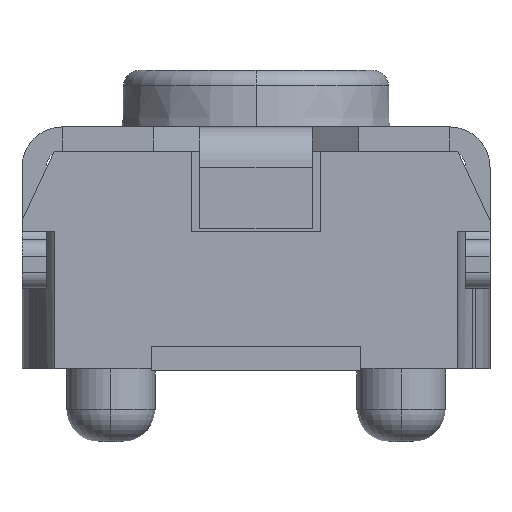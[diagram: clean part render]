
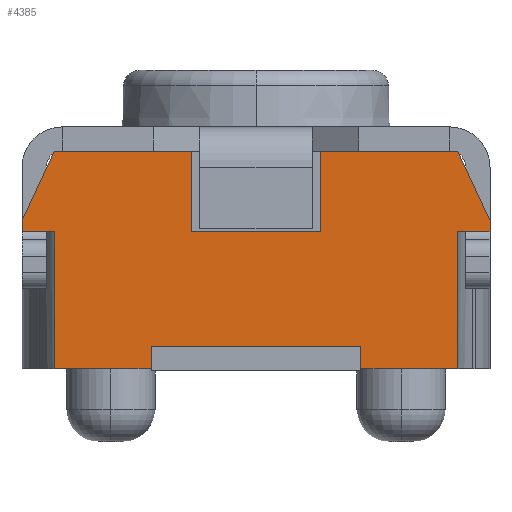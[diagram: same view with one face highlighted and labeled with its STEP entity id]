
A CAD part, left-side view. The second image highlights one B-rep face of the part: STEP entity #4385.
In plain terms, the highlighted planar face has unit normal (-1, 0, 0).
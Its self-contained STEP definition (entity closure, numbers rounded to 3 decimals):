
#6 = DIRECTION ( 'NONE',  ( 0., 0., 1. ) ) ;
#49 = DIRECTION ( 'NONE',  ( 0., -1., 0. ) ) ;
#234 = VERTEX_POINT ( 'NONE', #15183 ) ;
#235 = VECTOR ( 'NONE', #17269, 1000. ) ;
#236 = DIRECTION ( 'NONE',  ( 0., -1., 0. ) ) ;
#312 = LINE ( 'NONE', #11947, #21626 ) ;
#345 = LINE ( 'NONE', #3549, #19570 ) ;
#907 = VERTEX_POINT ( 'NONE', #17168 ) ;
#1191 = VECTOR ( 'NONE', #9717, 1000. ) ;
#1285 = LINE ( 'NONE', #2818, #16820 ) ;
#1649 = VERTEX_POINT ( 'NONE', #7094 ) ;
#1672 = DIRECTION ( 'NONE',  ( 0., -1., 0. ) ) ;
#1970 = CARTESIAN_POINT ( 'NONE',  ( -2., 0.65, 0. ) ) ;
#2021 = VERTEX_POINT ( 'NONE', #3980 ) ;
#2076 = CARTESIAN_POINT ( 'NONE',  ( -2., -1.25, 1.35 ) ) ;
#2558 = VERTEX_POINT ( 'NONE', #4013 ) ;
#2603 = CARTESIAN_POINT ( 'NONE',  ( -2., -1.45, 1.35 ) ) ;
#2818 = CARTESIAN_POINT ( 'NONE',  ( -2., -0.65, 1.35 ) ) ;
#3010 = DIRECTION ( 'NONE',  ( 0., -1., 0. ) ) ;
#3029 = EDGE_CURVE ( 'NONE', #12742, #2558, #9580, .T. ) ;
#3048 = VECTOR ( 'NONE', #3881, 1000. ) ;
#3112 = ORIENTED_EDGE ( 'NONE', *, *, #19595, .F. ) ;
#3157 = CARTESIAN_POINT ( 'NONE',  ( -2., 0.65, 0.14 ) ) ;
#3159 = CARTESIAN_POINT ( 'NONE',  ( -2., 1.25, 1.35 ) ) ;
#3256 = CARTESIAN_POINT ( 'NONE',  ( -2., 1.25, 0. ) ) ;
#3345 = EDGE_CURVE ( 'NONE', #9066, #907, #8481, .T. ) ;
#3502 = CARTESIAN_POINT ( 'NONE',  ( -2., 0.4, 0.85 ) ) ;
#3549 = CARTESIAN_POINT ( 'NONE',  ( -2., -1.45, 1.35 ) ) ;
#3765 = CARTESIAN_POINT ( 'NONE',  ( -2., -0.4, 1.35 ) ) ;
#3881 = DIRECTION ( 'NONE',  ( 0., 0., 1. ) ) ;
#3980 = CARTESIAN_POINT ( 'NONE',  ( -2., -0.4, 0.85 ) ) ;
#4013 = CARTESIAN_POINT ( 'NONE',  ( -2., 1.45, 0.921 ) ) ;
#4044 = CARTESIAN_POINT ( 'NONE',  ( -2., -1.45, 0.85 ) ) ;
#4211 = LINE ( 'NONE', #7305, #16075 ) ;
#4385 = ADVANCED_FACE ( 'NONE', ( #14407 ), #17637, .F. ) ;
#4470 = ORIENTED_EDGE ( 'NONE', *, *, #18695, .T. ) ;
#4499 = VERTEX_POINT ( 'NONE', #3256 ) ;
#4613 = CARTESIAN_POINT ( 'NONE',  ( -2., 0.4, 0.85 ) ) ;
#4731 = VECTOR ( 'NONE', #16905, 1000. ) ;
#5572 = CARTESIAN_POINT ( 'NONE',  ( -2., -1.45, 0.85 ) ) ;
#5645 = ORIENTED_EDGE ( 'NONE', *, *, #17537, .F. ) ;
#6110 = VECTOR ( 'NONE', #12052, 1000. ) ;
#6208 = EDGE_CURVE ( 'NONE', #10496, #13629, #16206, .T. ) ;
#6243 = ORIENTED_EDGE ( 'NONE', *, *, #3345, .F. ) ;
#6312 = ORIENTED_EDGE ( 'NONE', *, *, #19751, .F. ) ;
#6438 = ORIENTED_EDGE ( 'NONE', *, *, #18033, .T. ) ;
#6647 = CARTESIAN_POINT ( 'NONE',  ( -2., -1.45, 0. ) ) ;
#6717 = VECTOR ( 'NONE', #236, 1000. ) ;
#7050 = VECTOR ( 'NONE', #14118, 1000. ) ;
#7094 = CARTESIAN_POINT ( 'NONE',  ( -2., 1.25, 0.85 ) ) ;
#7189 = VECTOR ( 'NONE', #49, 1000. ) ;
#7305 = CARTESIAN_POINT ( 'NONE',  ( -2., 0.4, 0.85 ) ) ;
#7610 = ORIENTED_EDGE ( 'NONE', *, *, #8713, .T. ) ;
#7913 = CARTESIAN_POINT ( 'NONE',  ( -2., -1.25, 0.85 ) ) ;
#8036 = EDGE_CURVE ( 'NONE', #2021, #16482, #13201, .T. ) ;
#8153 = ORIENTED_EDGE ( 'NONE', *, *, #13149, .F. ) ;
#8264 = VERTEX_POINT ( 'NONE', #11168 ) ;
#8481 = LINE ( 'NONE', #15295, #6717 ) ;
#8514 = DIRECTION ( 'NONE',  ( 0., 0.423, -0.906 ) ) ;
#8578 = VERTEX_POINT ( 'NONE', #11228 ) ;
#8624 = LINE ( 'NONE', #11996, #4731 ) ;
#8713 = EDGE_CURVE ( 'NONE', #13629, #8578, #21273, .T. ) ;
#8784 = EDGE_CURVE ( 'NONE', #4499, #10496, #14460, .T. ) ;
#9066 = VERTEX_POINT ( 'NONE', #3159 ) ;
#9410 = DIRECTION ( 'NONE',  ( 0., -1., 0. ) ) ;
#9580 = LINE ( 'NONE', #11840, #10945 ) ;
#9667 = VECTOR ( 'NONE', #3010, 1000. ) ;
#9717 = DIRECTION ( 'NONE',  ( 0., 0., 1. ) ) ;
#9843 = CARTESIAN_POINT ( 'NONE',  ( -2., -1.25, 0.85 ) ) ;
#9889 = VECTOR ( 'NONE', #16662, 1000. ) ;
#10432 = LINE ( 'NONE', #13899, #15200 ) ;
#10435 = VERTEX_POINT ( 'NONE', #2076 ) ;
#10496 = VERTEX_POINT ( 'NONE', #1970 ) ;
#10579 = LINE ( 'NONE', #3502, #235 ) ;
#10945 = VECTOR ( 'NONE', #6, 1000. ) ;
#11028 = VERTEX_POINT ( 'NONE', #4044 ) ;
#11107 = LINE ( 'NONE', #9843, #9889 ) ;
#11168 = CARTESIAN_POINT ( 'NONE',  ( -2., -1.45, 0.921 ) ) ;
#11228 = CARTESIAN_POINT ( 'NONE',  ( -2., -0.65, 0.14 ) ) ;
#11417 = CARTESIAN_POINT ( 'NONE',  ( -2., -0.4, 0.85 ) ) ;
#11580 = DIRECTION ( 'NONE',  ( 0., 0., -1. ) ) ;
#11634 = VERTEX_POINT ( 'NONE', #7913 ) ;
#11642 = VERTEX_POINT ( 'NONE', #4613 ) ;
#11770 = LINE ( 'NONE', #18581, #3048 ) ;
#11840 = CARTESIAN_POINT ( 'NONE',  ( -2., 1.45, 0.85 ) ) ;
#11947 = CARTESIAN_POINT ( 'NONE',  ( -2., 1.25, 0.85 ) ) ;
#11996 = CARTESIAN_POINT ( 'NONE',  ( -2., -1.25, 0. ) ) ;
#11999 = EDGE_CURVE ( 'NONE', #234, #13091, #18700, .T. ) ;
#12052 = DIRECTION ( 'NONE',  ( 0., 0.423, 0.906 ) ) ;
#12392 = CARTESIAN_POINT ( 'NONE',  ( -2., -1.45, 0.921 ) ) ;
#12413 = ORIENTED_EDGE ( 'NONE', *, *, #8036, .F. ) ;
#12575 = CARTESIAN_POINT ( 'NONE',  ( -2., -1.45, 0.14 ) ) ;
#12742 = VERTEX_POINT ( 'NONE', #15941 ) ;
#12834 = EDGE_CURVE ( 'NONE', #13091, #11634, #8624, .T. ) ;
#12948 = DIRECTION ( 'NONE',  ( 1., 0., 0. ) ) ;
#13091 = VERTEX_POINT ( 'NONE', #18887 ) ;
#13149 = EDGE_CURVE ( 'NONE', #11642, #2021, #4211, .T. ) ;
#13201 = LINE ( 'NONE', #11417, #1191 ) ;
#13629 = VERTEX_POINT ( 'NONE', #3157 ) ;
#13675 = LINE ( 'NONE', #5572, #7050 ) ;
#13892 = EDGE_CURVE ( 'NONE', #8578, #234, #1285, .T. ) ;
#13899 = CARTESIAN_POINT ( 'NONE',  ( -2., 1.45, 0.921 ) ) ;
#14108 = DIRECTION ( 'NONE',  ( 0., -1., 0. ) ) ;
#14118 = DIRECTION ( 'NONE',  ( 0., 0., 1. ) ) ;
#14407 = FACE_OUTER_BOUND ( 'NONE', #20488, .T. ) ;
#14460 = LINE ( 'NONE', #6647, #9667 ) ;
#14605 = EDGE_CURVE ( 'NONE', #11642, #907, #10579, .T. ) ;
#14982 = EDGE_CURVE ( 'NONE', #4499, #1649, #11770, .T. ) ;
#15183 = CARTESIAN_POINT ( 'NONE',  ( -2., -0.65, 0. ) ) ;
#15200 = VECTOR ( 'NONE', #8514, 1000. ) ;
#15295 = CARTESIAN_POINT ( 'NONE',  ( -2., -1.45, 1.35 ) ) ;
#15822 = ORIENTED_EDGE ( 'NONE', *, *, #20884, .T. ) ;
#15941 = CARTESIAN_POINT ( 'NONE',  ( -2., 1.45, 0.85 ) ) ;
#16075 = VECTOR ( 'NONE', #14108, 1000. ) ;
#16206 = LINE ( 'NONE', #19661, #19315 ) ;
#16482 = VERTEX_POINT ( 'NONE', #3765 ) ;
#16662 = DIRECTION ( 'NONE',  ( 0., 1., 0. ) ) ;
#16820 = VECTOR ( 'NONE', #11580, 1000. ) ;
#16905 = DIRECTION ( 'NONE',  ( 0., 0., 1. ) ) ;
#17168 = CARTESIAN_POINT ( 'NONE',  ( -2., 0.4, 1.35 ) ) ;
#17173 = LINE ( 'NONE', #12392, #6110 ) ;
#17269 = DIRECTION ( 'NONE',  ( 0., 0., 1. ) ) ;
#17362 = ORIENTED_EDGE ( 'NONE', *, *, #11999, .T. ) ;
#17537 = EDGE_CURVE ( 'NONE', #1649, #12742, #312, .T. ) ;
#17637 = PLANE ( 'NONE',  #19311 ) ;
#17780 = DIRECTION ( 'NONE',  ( 0., 0., 1. ) ) ;
#17922 = ORIENTED_EDGE ( 'NONE', *, *, #6208, .T. ) ;
#18033 = EDGE_CURVE ( 'NONE', #11028, #8264, #13675, .T. ) ;
#18415 = ORIENTED_EDGE ( 'NONE', *, *, #12834, .T. ) ;
#18581 = CARTESIAN_POINT ( 'NONE',  ( -2., 1.25, 0. ) ) ;
#18662 = ORIENTED_EDGE ( 'NONE', *, *, #3029, .F. ) ;
#18695 = EDGE_CURVE ( 'NONE', #9066, #2558, #10432, .T. ) ;
#18700 = LINE ( 'NONE', #20366, #7189 ) ;
#18887 = CARTESIAN_POINT ( 'NONE',  ( -2., -1.25, 0. ) ) ;
#19197 = DIRECTION ( 'NONE',  ( 0., 1., 0. ) ) ;
#19199 = ORIENTED_EDGE ( 'NONE', *, *, #14605, .T. ) ;
#19311 = AXIS2_PLACEMENT_3D ( 'NONE', #2603, #12948, #19417 ) ;
#19315 = VECTOR ( 'NONE', #17780, 1000. ) ;
#19318 = VECTOR ( 'NONE', #9410, 1000. ) ;
#19417 = DIRECTION ( 'NONE',  ( 0., 0., -1. ) ) ;
#19549 = ORIENTED_EDGE ( 'NONE', *, *, #8784, .T. ) ;
#19570 = VECTOR ( 'NONE', #1672, 1000. ) ;
#19595 = EDGE_CURVE ( 'NONE', #11028, #11634, #11107, .T. ) ;
#19661 = CARTESIAN_POINT ( 'NONE',  ( -2., 0.65, 1.35 ) ) ;
#19751 = EDGE_CURVE ( 'NONE', #16482, #10435, #345, .T. ) ;
#20245 = ORIENTED_EDGE ( 'NONE', *, *, #13892, .T. ) ;
#20366 = CARTESIAN_POINT ( 'NONE',  ( -2., -1.45, 0. ) ) ;
#20488 = EDGE_LOOP ( 'NONE', ( #7610, #20245, #17362, #18415, #3112, #6438, #15822, #6312, #12413, #8153, #19199, #6243, #4470, #18662, #5645, #21232, #19549, #17922 ) ) ;
#20884 = EDGE_CURVE ( 'NONE', #8264, #10435, #17173, .T. ) ;
#21232 = ORIENTED_EDGE ( 'NONE', *, *, #14982, .F. ) ;
#21273 = LINE ( 'NONE', #12575, #19318 ) ;
#21626 = VECTOR ( 'NONE', #19197, 1000. ) ;
